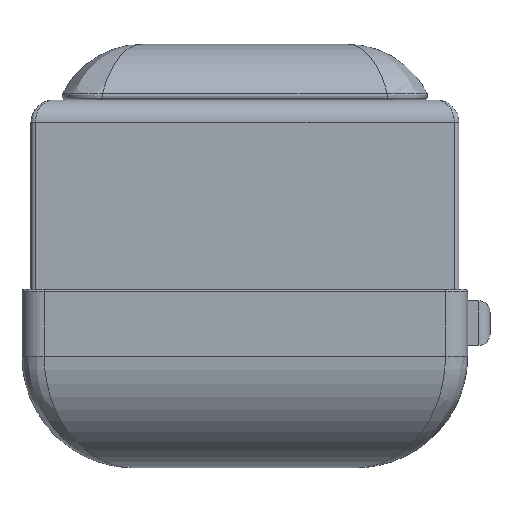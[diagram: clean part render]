
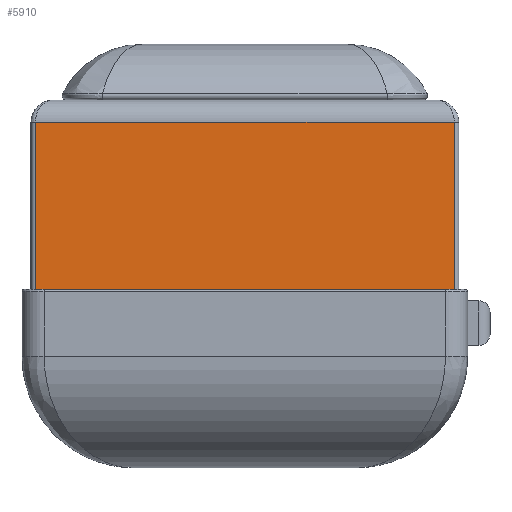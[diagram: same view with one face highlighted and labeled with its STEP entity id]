
A CAD part, left-side view. The second image highlights one B-rep face of the part: STEP entity #5910.
In plain terms, the highlighted planar face has unit normal (-1, 0, 0).
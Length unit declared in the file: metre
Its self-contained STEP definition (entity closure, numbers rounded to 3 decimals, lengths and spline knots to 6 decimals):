
#1721=ORIENTED_EDGE('',*,*,#2753,.T.);
#1722=ORIENTED_EDGE('',*,*,#2754,.T.);
#1723=ORIENTED_EDGE('',*,*,#2755,.T.);
#1724=ORIENTED_EDGE('',*,*,#2724,.T.);
#2724=EDGE_CURVE('',#3338,#3337,#3922,.T.);
#2753=EDGE_CURVE('',#3337,#3355,#3944,.F.);
#2754=EDGE_CURVE('',#3355,#3356,#3945,.F.);
#2755=EDGE_CURVE('',#3356,#3338,#3946,.T.);
#3337=VERTEX_POINT('',#10057);
#3338=VERTEX_POINT('',#10059);
#3355=VERTEX_POINT('',#10112);
#3356=VERTEX_POINT('',#10114);
#3922=LINE('',#10058,#4528);
#3944=LINE('',#10111,#4550);
#3945=LINE('',#10113,#4551);
#3946=LINE('',#10115,#4552);
#4528=VECTOR('',#7809,1.);
#4550=VECTOR('',#7859,1.);
#4551=VECTOR('',#7860,1.);
#4552=VECTOR('',#7861,1.);
#4959=EDGE_LOOP('',(#1721,#1722,#1723,#1724));
#5385=FACE_BOUND('',#4959,.T.);
#5617=PLANE('',#6427);
#5910=ADVANCED_FACE('',(#5385),#5617,.F.);
#6427=AXIS2_PLACEMENT_3D('',#10110,#7857,#7858);
#7809=DIRECTION('',(0.,-1.,0.));
#7857=DIRECTION('',(1.,0.,0.));
#7858=DIRECTION('',(0.,0.,-1.));
#7859=DIRECTION('',(0.,0.,-1.));
#7860=DIRECTION('',(0.,-1.,0.));
#7861=DIRECTION('',(0.,0.,-1.));
#10057=CARTESIAN_POINT('',(-0.063982,-0.094,0.009048));
#10058=CARTESIAN_POINT('',(-0.063982,0.,0.009048));
#10059=CARTESIAN_POINT('',(-0.063982,0.094,0.009048));
#10110=CARTESIAN_POINT('',(-0.063982,0.,0.109048));
#10111=CARTESIAN_POINT('',(-0.063982,-0.094,0.109048));
#10112=CARTESIAN_POINT('',(-0.063982,-0.094,0.104048));
#10113=CARTESIAN_POINT('',(-0.063982,0.094,0.104048));
#10114=CARTESIAN_POINT('',(-0.063982,0.094,0.104048));
#10115=CARTESIAN_POINT('',(-0.063982,0.094,0.009048));
